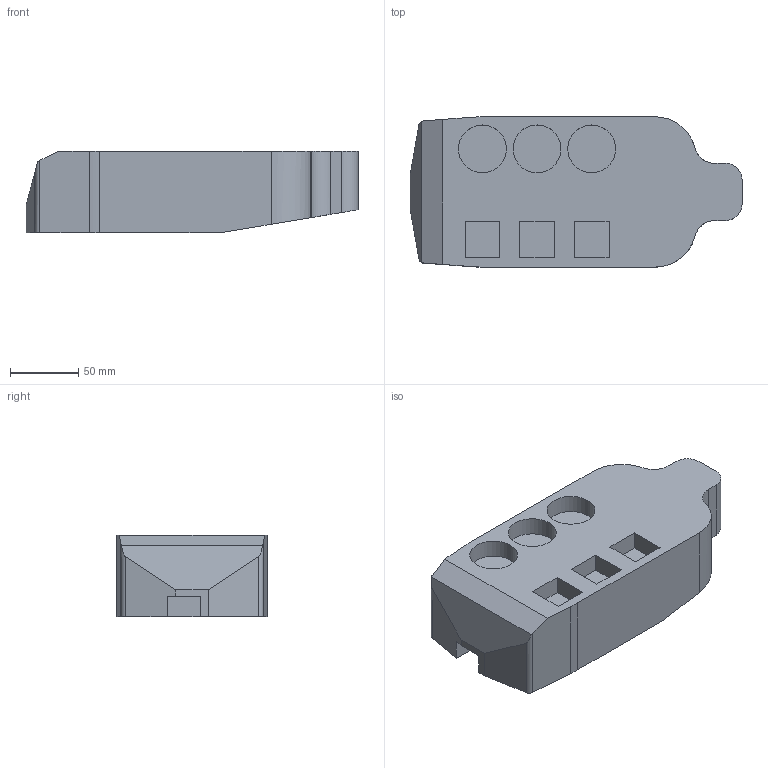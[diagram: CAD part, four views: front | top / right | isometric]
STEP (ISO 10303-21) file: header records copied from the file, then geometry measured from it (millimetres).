
FILE_DESCRIPTION(/* description */ (''),/* implementation_level */ '2;1');
FILE_NAME(/* name */ '1565263130678.stp',/* time_stamp */ '2019-08-08T13:18:56+02:00',/* author */ (''),/* organization */ ('SMS'),/* preprocessor_version */ 'ST-DEVELOPER v16.7',/* originating_system */ 'SIEMENS PLM Software NX 12.0',/* authorisation */ '');
FILE_SCHEMA (('AUTOMOTIVE_DESIGN { 1 0 10303 214 3 1 1 1 }'));
Length unit declared in the file: millimetre
Products named in the file (1): 202505923mod000_00
Bounding box: 243 x 110 x 60 mm (x, y, z)
Volume: 1234285.5 mm3; surface area: 93536.9 mm2
Topology: 1 solids, 1 shells, 52 faces, 132 edges, 91 vertices
Faces by surface type: plane 39, cylinder 13
Full cylindrical faces by diameter (mm): 35 x3
Entity records: 1618 total; most frequent: CARTESIAN_POINT 276, DIRECTION 269, ORIENTED_EDGE 258, EDGE_CURVE 129, LINE 101, VECTOR 101, VERTEX_POINT 88, AXIS2_PLACEMENT_3D 84
